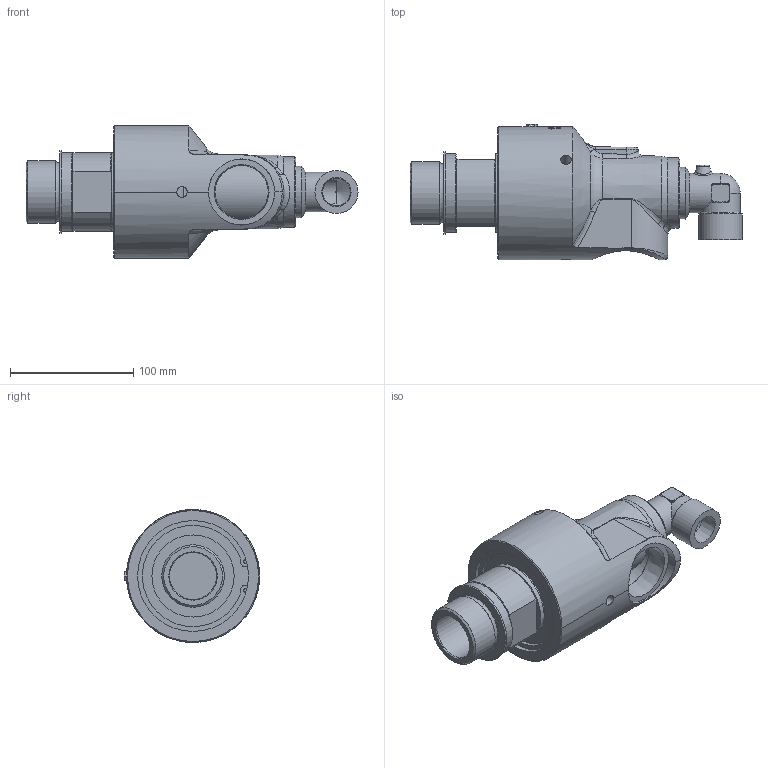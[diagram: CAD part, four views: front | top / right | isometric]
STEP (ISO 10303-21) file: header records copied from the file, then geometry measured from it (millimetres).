
FILE_DESCRIPTION(/* description */ (''),/* implementation_level */ '2;1');
FILE_NAME(/* name */ '557-050-395013-IC.stp',/* time_stamp */ '2020-05-20T15:37:47-05:00',/* author */ ('GALINDOLM'),/* organization */ (''),/* preprocessor_version */ 'ST-DEVELOPER v18',/* originating_system */ 'Autodesk Inventor 2020',/* authorisation */ '');
FILE_SCHEMA (('AUTOMOTIVE_DESIGN { 1 0 10303 214 3 1 1 }'));
Products named in the file (1): 557-050-395013-IC
Bounding box: 269.6 x 109.7 x 108 mm (x, y, z)
Volume: 955553.8 mm3; surface area: 114905.9 mm2
Topology: 1 solids, 2 shells, 550 faces, 1468 edges, 960 vertices
Faces by surface type: bspline 265, plane 144, cylinder 100, cone 28, torus 12, sphere 1
Full cylindrical faces by diameter (mm): 3.175 x2, 5.359 x1, 8.6 x3, 22.631 x2, 27.05 x1, 32 x1, 35 x1, 38.1 x1, 43.256 x1, 50.754 x1, 50.8 x1, 53.7 x1, 56.25 x1, 64 x2, 66.7 x1, 90.07 x1
Entity records: 73746 total; most frequent: CARTESIAN_POINT 61016, ORIENTED_EDGE 2914, DIRECTION 2035, EDGE_CURVE 1457, VERTEX_POINT 960, AXIS2_PLACEMENT_3D 764, EDGE_LOOP 601, FACE_OUTER_BOUND 550
